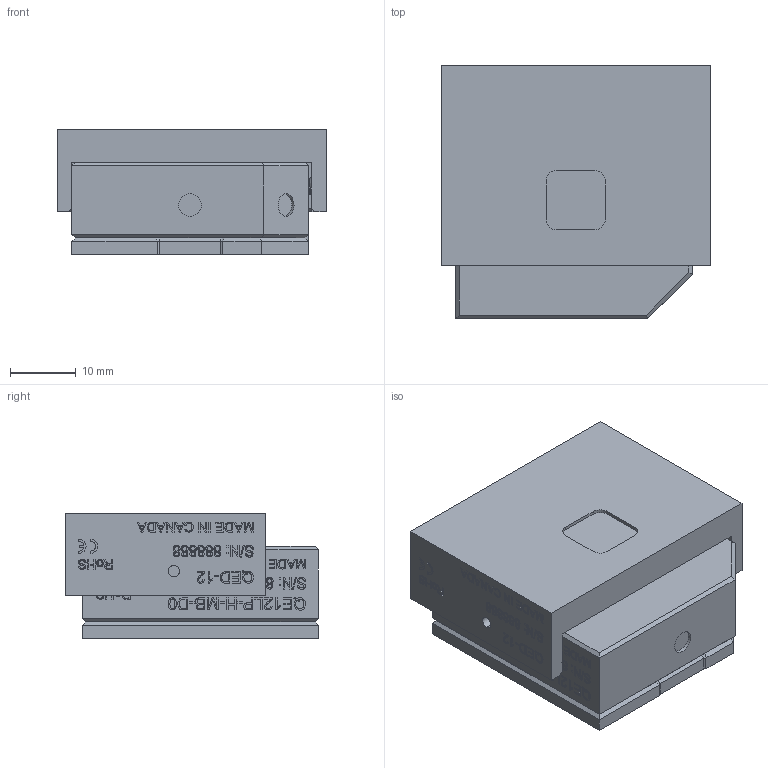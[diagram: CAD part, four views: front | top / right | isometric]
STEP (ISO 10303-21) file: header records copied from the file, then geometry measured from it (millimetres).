
FILE_DESCRIPTION (( 'STEP AP203' ), '1' );
FILE_NAME ('SK-9691 QE12LP-S-MB-QED.STEP', '2017-07-27T18:28:06', ( '' ), ( '' ), 'SwSTEP 2.0', 'SolidWorks 2016', '' );
FILE_SCHEMA (( 'CONFIG_CONTROL_DESIGN' ));
Products named in the file (1): SK-9691 QE12LP-S-MB-QED
Bounding box: 41.11 x 38.5 x 19 mm (x, y, z)
Volume: 25089.2 mm3; surface area: 7728.3 mm2
Topology: 2 solids, 17 shells, 4760 faces, 13790 edges, 9167 vertices
Faces by surface type: plane 4656, cylinder 73, cone 27, torus 2, bspline 2
Entity records: 154244 total; most frequent: CARTESIAN_POINT 28693, ORIENTED_EDGE 27580, DIRECTION 23366, EDGE_CURVE 13790, VECTOR 13588, LINE 13588, VERTEX_POINT 9167, EDGE_LOOP 4901
